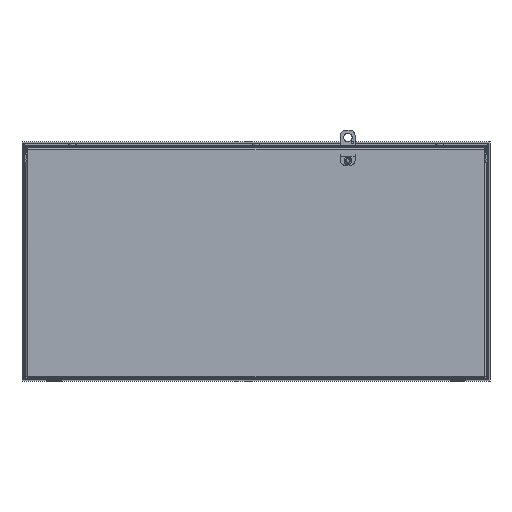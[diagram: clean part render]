
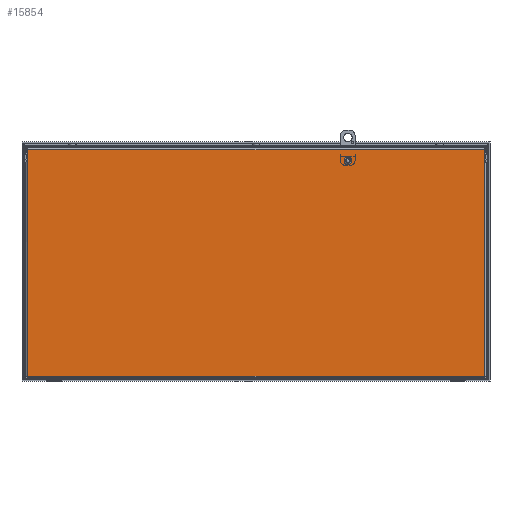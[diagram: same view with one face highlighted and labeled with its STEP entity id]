
A CAD part, front view. The second image highlights one B-rep face of the part: STEP entity #15854.
In plain terms, the highlighted planar face has unit normal (0, -1, 0).
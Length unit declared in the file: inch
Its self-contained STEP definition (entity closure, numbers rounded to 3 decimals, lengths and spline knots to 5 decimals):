
#136 = VERTEX_POINT ( 'NONE', #14760 ) ;
#363 = VECTOR ( 'NONE', #1912, 39.37008 ) ;
#820 = EDGE_CURVE ( 'NONE', #136, #11645, #8799, .T. ) ;
#862 = CARTESIAN_POINT ( 'NONE',  ( -5.93956, -12., -1.80313 ) ) ;
#1132 = DIRECTION ( 'NONE',  ( 0., 0., -1. ) ) ;
#1448 = CARTESIAN_POINT ( 'NONE',  ( 11.87913, -12., 1.14425 ) ) ;
#1912 = DIRECTION ( 'NONE',  ( 0., 0., -1. ) ) ;
#2053 = CARTESIAN_POINT ( 'NONE',  ( -11.87913, -12., 6.77652 ) ) ;
#2198 = LINE ( 'NONE', #9845, #20266 ) ;
#2318 = EDGE_CURVE ( 'NONE', #12682, #6783, #8636, .T. ) ;
#2336 = VERTEX_POINT ( 'NONE', #11609 ) ;
#2777 = VECTOR ( 'NONE', #14235, 39.37008 ) ;
#2802 = CARTESIAN_POINT ( 'NONE',  ( 11.875, -12., 9.98637 ) ) ;
#3577 = EDGE_CURVE ( 'NONE', #14823, #2336, #10370, .T. ) ;
#3676 = EDGE_CURVE ( 'NONE', #14791, #14823, #10088, .T. ) ;
#4351 = DIRECTION ( 'NONE',  ( 1., 0., 0. ) ) ;
#4955 = AXIS2_PLACEMENT_3D ( 'NONE', #8765, #7177, #13730 ) ;
#6040 = ORIENTED_EDGE ( 'NONE', *, *, #10868, .T. ) ;
#6085 = CARTESIAN_POINT ( 'NONE',  ( 11.87913, -12., 9.46142 ) ) ;
#6257 = ORIENTED_EDGE ( 'NONE', *, *, #18770, .T. ) ;
#6588 = CARTESIAN_POINT ( 'NONE',  ( -11.55477, -12., 10.02322 ) ) ;
#6710 = CARTESIAN_POINT ( 'NONE',  ( -11.87913, -12., 9.46142 ) ) ;
#6783 = VERTEX_POINT ( 'NONE', #6710 ) ;
#7177 = DIRECTION ( 'NONE',  ( 0., 1., 0. ) ) ;
#7691 = VECTOR ( 'NONE', #16977, 39.37008 ) ;
#7772 = CARTESIAN_POINT ( 'NONE',  ( 5.9375, -12., 9.98637 ) ) ;
#8364 = ORIENTED_EDGE ( 'NONE', *, *, #15251, .T. ) ;
#8500 = EDGE_LOOP ( 'NONE', ( #6040 ) ) ;
#8636 = LINE ( 'NONE', #6588, #18277 ) ;
#8765 = CARTESIAN_POINT ( 'NONE',  ( 0., -12., 4.09162 ) ) ;
#8799 = LINE ( 'NONE', #1448, #12279 ) ;
#9232 = VERTEX_POINT ( 'NONE', #11150 ) ;
#9768 = FACE_BOUND ( 'NONE', #8500, .T. ) ;
#9845 = CARTESIAN_POINT ( 'NONE',  ( -11.875, -12., 7.09162 ) ) ;
#10088 = LINE ( 'NONE', #14889, #7691 ) ;
#10297 = EDGE_LOOP ( 'NONE', ( #11188, #14521, #16298, #15724, #6257, #21861, #8364, #17278 ) ) ;
#10370 = LINE ( 'NONE', #7772, #16236 ) ;
#10868 = EDGE_CURVE ( 'NONE', #9232, #9232, #19558, .T. ) ;
#11150 = CARTESIAN_POINT ( 'NONE',  ( 4.88175, -12., 9.42387 ) ) ;
#11174 = LINE ( 'NONE', #2053, #363 ) ;
#11188 = ORIENTED_EDGE ( 'NONE', *, *, #3577, .T. ) ;
#11609 = CARTESIAN_POINT ( 'NONE',  ( -11.875, -12., 9.98637 ) ) ;
#11645 = VERTEX_POINT ( 'NONE', #6085 ) ;
#12025 = DIRECTION ( 'NONE',  ( 1., 0., 0. ) ) ;
#12093 = CARTESIAN_POINT ( 'NONE',  ( 4.78125, -12., 9.42387 ) ) ;
#12279 = VECTOR ( 'NONE', #18720, 39.37008 ) ;
#12356 = AXIS2_PLACEMENT_3D ( 'NONE', #12093, #20855, #12025 ) ;
#12412 = VERTEX_POINT ( 'NONE', #22367 ) ;
#12682 = VERTEX_POINT ( 'NONE', #21679 ) ;
#13730 = DIRECTION ( 'NONE',  ( 1., 0., 0. ) ) ;
#14109 = EDGE_CURVE ( 'NONE', #2336, #12682, #2198, .T. ) ;
#14235 = DIRECTION ( 'NONE',  ( -0.5, 0., 0.866 ) ) ;
#14521 = ORIENTED_EDGE ( 'NONE', *, *, #14109, .T. ) ;
#14586 = LINE ( 'NONE', #862, #15367 ) ;
#14760 = CARTESIAN_POINT ( 'NONE',  ( 11.87913, -12., -1.80313 ) ) ;
#14791 = VERTEX_POINT ( 'NONE', #19506 ) ;
#14823 = VERTEX_POINT ( 'NONE', #2802 ) ;
#14889 = CARTESIAN_POINT ( 'NONE',  ( 11.875, -12., 6.78009 ) ) ;
#15251 = EDGE_CURVE ( 'NONE', #11645, #14791, #21611, .T. ) ;
#15367 = VECTOR ( 'NONE', #4351, 39.37008 ) ;
#15724 = ORIENTED_EDGE ( 'NONE', *, *, #16765, .T. ) ;
#15854 = ADVANCED_FACE ( 'NONE', ( #16452, #9768 ), #19030, .F. ) ;
#15858 = CARTESIAN_POINT ( 'NONE',  ( 11.60945, -12., 9.9285 ) ) ;
#16236 = VECTOR ( 'NONE', #19840, 39.37008 ) ;
#16298 = ORIENTED_EDGE ( 'NONE', *, *, #2318, .T. ) ;
#16452 = FACE_OUTER_BOUND ( 'NONE', #10297, .T. ) ;
#16765 = EDGE_CURVE ( 'NONE', #6783, #12412, #11174, .T. ) ;
#16977 = DIRECTION ( 'NONE',  ( 0., 0., 1. ) ) ;
#17278 = ORIENTED_EDGE ( 'NONE', *, *, #3676, .T. ) ;
#18277 = VECTOR ( 'NONE', #21886, 39.37008 ) ;
#18720 = DIRECTION ( 'NONE',  ( 0., 0., 1. ) ) ;
#18770 = EDGE_CURVE ( 'NONE', #12412, #136, #14586, .T. ) ;
#19030 = PLANE ( 'NONE',  #4955 ) ;
#19506 = CARTESIAN_POINT ( 'NONE',  ( 11.875, -12., 9.46856 ) ) ;
#19558 = CIRCLE ( 'NONE', #12356, 0.1005 ) ;
#19840 = DIRECTION ( 'NONE',  ( -1., 0., 0. ) ) ;
#20266 = VECTOR ( 'NONE', #1132, 39.37008 ) ;
#20855 = DIRECTION ( 'NONE',  ( 0., 1., 0. ) ) ;
#21611 = LINE ( 'NONE', #15858, #2777 ) ;
#21679 = CARTESIAN_POINT ( 'NONE',  ( -11.875, -12., 9.46856 ) ) ;
#21861 = ORIENTED_EDGE ( 'NONE', *, *, #820, .T. ) ;
#21886 = DIRECTION ( 'NONE',  ( -0.5, 0., -0.866 ) ) ;
#22367 = CARTESIAN_POINT ( 'NONE',  ( -11.87913, -12., -1.80313 ) ) ;
